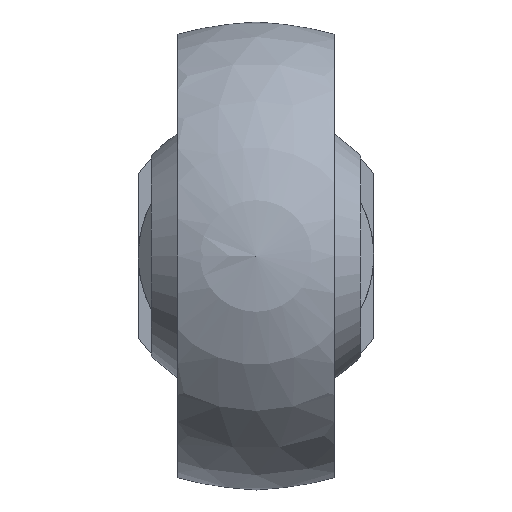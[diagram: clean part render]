
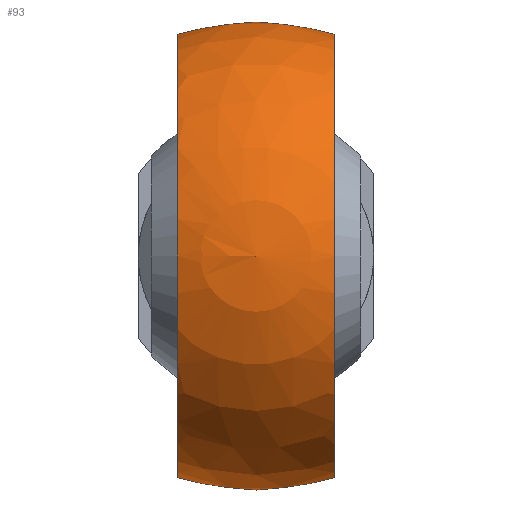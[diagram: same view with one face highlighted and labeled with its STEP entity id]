
A CAD part, left-side view. The second image highlights one B-rep face of the part: STEP entity #93.
In plain terms, the highlighted spherical face has radius 9 mm.
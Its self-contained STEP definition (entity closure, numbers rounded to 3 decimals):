
#93 = ADVANCED_FACE( '', ( #194, #195 ), #196, .T. );
#194 = FACE_BOUND( '', #291, .T. );
#195 = FACE_OUTER_BOUND( '', #292, .T. );
#196 = SPHERICAL_SURFACE( '', #293, 9. );
#291 = VERTEX_LOOP( '', #475 );
#292 = EDGE_LOOP( '', ( #476, #477, #478, #479 ) );
#293 = AXIS2_PLACEMENT_3D( '', #480, #481, #482 );
#475 = VERTEX_POINT( '', #563 );
#476 = ORIENTED_EDGE( '', *, *, #559, .F. );
#477 = ORIENTED_EDGE( '', *, *, #542, .T. );
#478 = ORIENTED_EDGE( '', *, *, #529, .F. );
#479 = ORIENTED_EDGE( '', *, *, #534, .T. );
#480 = CARTESIAN_POINT( '', ( 0., 0., 0. ) );
#481 = DIRECTION( '', ( 1., 0., 0. ) );
#482 = DIRECTION( '', ( 0., 1., 0. ) );
#529 = EDGE_CURVE( '', #618, #614, #620, .T. );
#534 = EDGE_CURVE( '', #618, #625, #627, .F. );
#542 = EDGE_CURVE( '', #640, #614, #641, .F. );
#559 = EDGE_CURVE( '', #640, #625, #662, .T. );
#563 = CARTESIAN_POINT( '', ( -9., 0., 0. ) );
#614 = VERTEX_POINT( '', #727 );
#618 = VERTEX_POINT( '', #736 );
#620 = CIRCLE( '', #743, 7.501 );
#625 = VERTEX_POINT( '', #750 );
#627 = CIRCLE( '', #757, 8.485 );
#640 = VERTEX_POINT( '', #773 );
#641 = CIRCLE( '', #774, 8.485 );
#662 = CIRCLE( '', #801, 7.501 );
#727 = CARTESIAN_POINT( '', ( 4.973, -3., 6.875 ) );
#736 = CARTESIAN_POINT( '', ( 4.973, 3., 6.875 ) );
#743 = AXIS2_PLACEMENT_3D( '', #855, #856, #857 );
#750 = CARTESIAN_POINT( '', ( 4.973, 3., -6.875 ) );
#757 = AXIS2_PLACEMENT_3D( '', #860, #861, #862 );
#773 = CARTESIAN_POINT( '', ( 4.973, -3., -6.875 ) );
#774 = AXIS2_PLACEMENT_3D( '', #872, #873, #874 );
#801 = AXIS2_PLACEMENT_3D( '', #894, #895, #896 );
#855 = CARTESIAN_POINT( '', ( 4.973, 0., 0. ) );
#856 = DIRECTION( '', ( 1., 0., 0. ) );
#857 = DIRECTION( '', ( 0., 0., -1. ) );
#860 = CARTESIAN_POINT( '', ( 0., 3., 0. ) );
#861 = DIRECTION( '', ( 0., 1., 0. ) );
#862 = DIRECTION( '', ( 0., 0., 1. ) );
#872 = CARTESIAN_POINT( '', ( 0., -3., 0. ) );
#873 = DIRECTION( '', ( 0., -1., 0. ) );
#874 = DIRECTION( '', ( 0., 0., -1. ) );
#894 = CARTESIAN_POINT( '', ( 4.973, 0., 0. ) );
#895 = DIRECTION( '', ( 1., 0., 0. ) );
#896 = DIRECTION( '', ( 0., 0., -1. ) );
